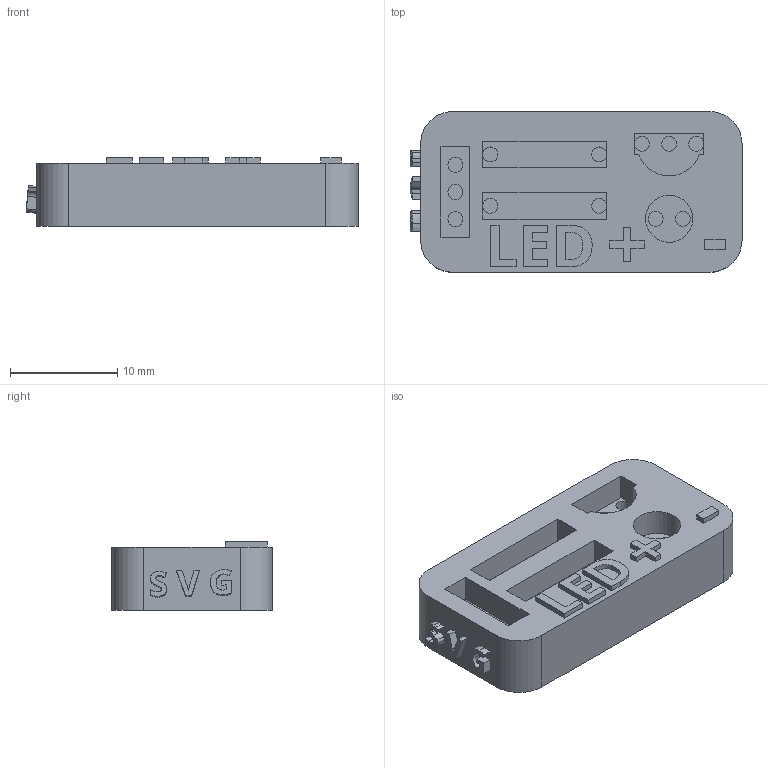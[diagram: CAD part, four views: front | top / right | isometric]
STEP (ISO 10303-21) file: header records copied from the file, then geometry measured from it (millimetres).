
FILE_DESCRIPTION(('FreeCAD Model'),'2;1');
FILE_NAME('pcb-alhambra-led.step', '2016-10-28T13:36:01',('Author'),(''), 'Open CASCADE STEP processor 6.8','FreeCAD','Unknown');
FILE_SCHEMA(('AUTOMOTIVE_DESIGN_CC2 { 1 2 10303 214 -1 1 5 4 }'));
Length unit declared in the file: millimetre
Products named in the file (2): ASSEMBLY; PCB-rounded-labels
Assembly tree (1 placements, depth 2):
  ASSEMBLY
    PCB-rounded-labels
Bounding box: 30.99 x 15 x 6.4 mm (x, y, z)
Volume: 1900 mm3; surface area: 2095.9 mm2
Topology: 1 solids, 1 shells, 200 faces, 524 edges, 347 vertices
Faces by surface type: plane 134, extrusion 48, cylinder 18
Full cylindrical faces by diameter (mm): 1.4 x12, 4.4 x1
Entity records: 25368 total; most frequent: CARTESIAN_POINT 15205, DIRECTION 1673, VECTOR 1272, LINE 1224, ORIENTED_EDGE 1044, PCURVE 1044, DEFINITIONAL_REPRESENTATION 1044, EDGE_CURVE 522
